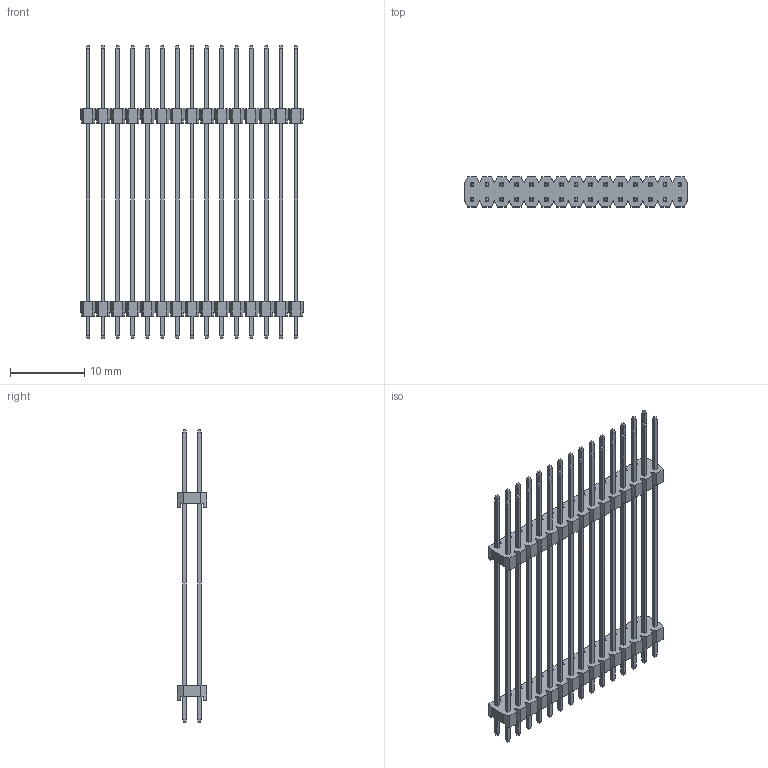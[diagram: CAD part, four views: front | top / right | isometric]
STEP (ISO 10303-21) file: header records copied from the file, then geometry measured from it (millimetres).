
FILE_DESCRIPTION (( 'STEP AP214' ), '1' );
FILE_NAME ('FPH20048-D30S1014290751B-REF.STEP', '2026-01-09T06:42:35', ( '' ), ( '' ), 'SwSTEP 2.0', 'SolidWorks 2021', '' );
FILE_SCHEMA (( 'AUTOMOTIVE_DESIGN' ));
Length unit declared in the file: millimetre
Products named in the file (1): FPH20048-D30S1014290751B-REF
Bounding box: 30 x 4 x 39.5 mm (x, y, z)
Volume: 624.8 mm3; surface area: 3003.2 mm2
Topology: 1 solids, 1 shells, 968 faces, 2472 edges, 1568 vertices
Faces by surface type: plane 968
Entity records: 28466 total; most frequent: CARTESIAN_POINT 5009, ORIENTED_EDGE 4944, DIRECTION 4410, LINE 2472, EDGE_CURVE 2472, VECTOR 2472, VERTEX_POINT 1568, EDGE_LOOP 1088
